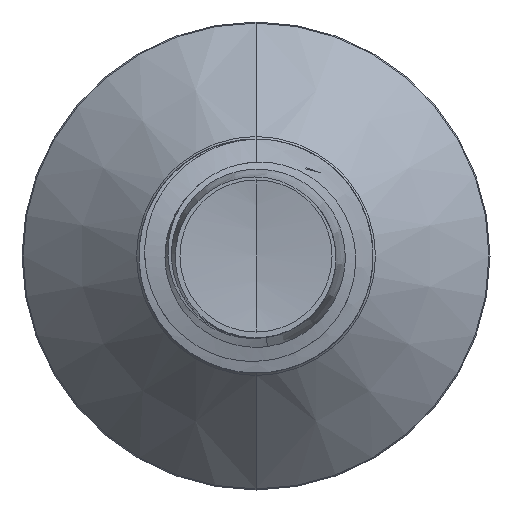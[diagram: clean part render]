
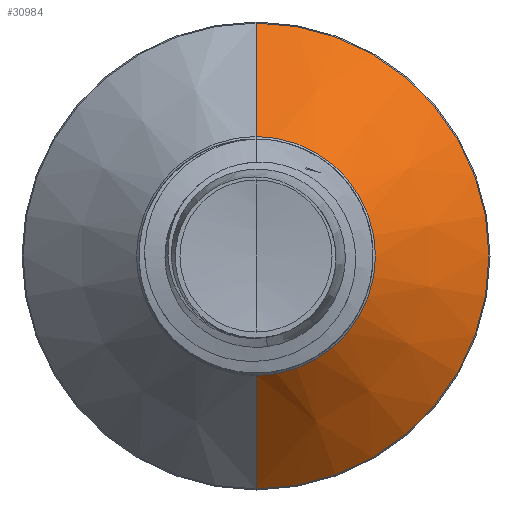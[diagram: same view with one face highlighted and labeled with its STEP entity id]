
A CAD part, front view. The second image highlights one B-rep face of the part: STEP entity #30984.
In plain terms, the highlighted conical face has half-angle 45 degrees and reference radius 2.042 mm.
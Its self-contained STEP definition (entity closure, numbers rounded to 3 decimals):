
#617 = EDGE_LOOP ( 'NONE', ( #1987, #17069, #24631, #10413 ) ) ;
#1987 = ORIENTED_EDGE ( 'NONE', *, *, #35063, .T. ) ;
#4491 = VECTOR ( 'NONE', #18320, 1000. ) ;
#5060 = VECTOR ( 'NONE', #26876, 1000. ) ;
#5366 = CIRCLE ( 'NONE', #13422, 2.042 ) ;
#5399 = CONICAL_SURFACE ( 'NONE', #7926, 2.042, 0.785 ) ;
#5676 = VERTEX_POINT ( 'NONE', #22930 ) ;
#6250 = AXIS2_PLACEMENT_3D ( 'NONE', #25694, #8670, #28521 ) ;
#7926 = AXIS2_PLACEMENT_3D ( 'NONE', #9305, #23457, #26318 ) ;
#8610 = VERTEX_POINT ( 'NONE', #33767 ) ;
#8670 = DIRECTION ( 'NONE',  ( 0., 1., 0. ) ) ;
#9305 = CARTESIAN_POINT ( 'NONE',  ( 0., 14.842, 0. ) ) ;
#9668 = VERTEX_POINT ( 'NONE', #13977 ) ;
#10413 = ORIENTED_EDGE ( 'NONE', *, *, #31272, .F. ) ;
#12041 = LINE ( 'NONE', #15489, #4491 ) ;
#12574 = CARTESIAN_POINT ( 'NONE',  ( 0., 14.842, 0. ) ) ;
#13243 = EDGE_CURVE ( 'NONE', #9668, #14511, #34286, .T. ) ;
#13422 = AXIS2_PLACEMENT_3D ( 'NONE', #12574, #32390, #15419 ) ;
#13977 = CARTESIAN_POINT ( 'NONE',  ( 0., 14.842, -2.042 ) ) ;
#14511 = VERTEX_POINT ( 'NONE', #34470 ) ;
#14694 = FACE_OUTER_BOUND ( 'NONE', #617, .T. ) ;
#15419 = DIRECTION ( 'NONE',  ( 0., 0., 1. ) ) ;
#15489 = CARTESIAN_POINT ( 'NONE',  ( 0., 14.842, 2.042 ) ) ;
#17069 = ORIENTED_EDGE ( 'NONE', *, *, #13243, .T. ) ;
#18320 = DIRECTION ( 'NONE',  ( 0., 0.707, 0.707 ) ) ;
#21156 = CARTESIAN_POINT ( 'NONE',  ( 0., 14.842, -2.042 ) ) ;
#22930 = CARTESIAN_POINT ( 'NONE',  ( 0., 16.782, 3.982 ) ) ;
#23457 = DIRECTION ( 'NONE',  ( 0., 1., 0. ) ) ;
#24631 = ORIENTED_EDGE ( 'NONE', *, *, #26778, .F. ) ;
#24977 = CIRCLE ( 'NONE', #6250, 3.982 ) ;
#25694 = CARTESIAN_POINT ( 'NONE',  ( 0., 16.782, 0. ) ) ;
#26318 = DIRECTION ( 'NONE',  ( 0., 0., 1. ) ) ;
#26778 = EDGE_CURVE ( 'NONE', #5676, #14511, #24977, .T. ) ;
#26876 = DIRECTION ( 'NONE',  ( 0., 0.707, -0.707 ) ) ;
#28521 = DIRECTION ( 'NONE',  ( 0., 0., 1. ) ) ;
#30984 = ADVANCED_FACE ( 'NONE', ( #14694 ), #5399, .T. ) ;
#31272 = EDGE_CURVE ( 'NONE', #8610, #5676, #12041, .T. ) ;
#32390 = DIRECTION ( 'NONE',  ( 0., 1., 0. ) ) ;
#33767 = CARTESIAN_POINT ( 'NONE',  ( 0., 14.842, 2.042 ) ) ;
#34286 = LINE ( 'NONE', #21156, #5060 ) ;
#34470 = CARTESIAN_POINT ( 'NONE',  ( 0., 16.782, -3.982 ) ) ;
#35063 = EDGE_CURVE ( 'NONE', #8610, #9668, #5366, .T. ) ;
